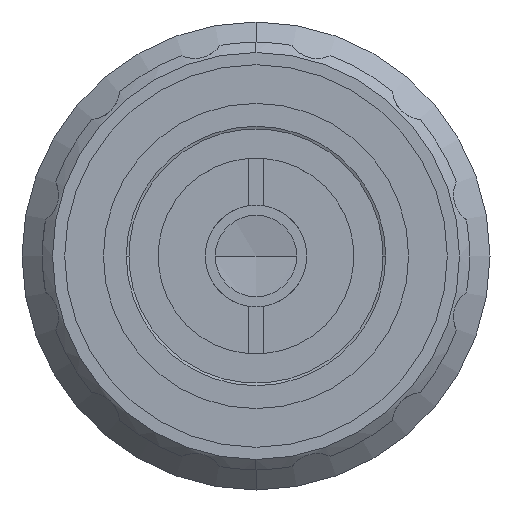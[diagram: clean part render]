
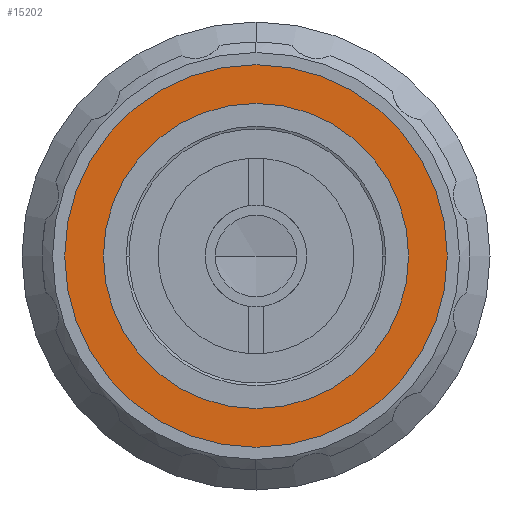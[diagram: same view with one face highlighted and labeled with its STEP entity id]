
A CAD part, left-side view. The second image highlights one B-rep face of the part: STEP entity #15202.
In plain terms, the highlighted planar face has unit normal (-1, 0, 0).
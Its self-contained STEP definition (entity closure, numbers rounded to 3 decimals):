
#588 = PLANE ( 'NONE',  #6249 ) ;
#964 = AXIS2_PLACEMENT_3D ( 'NONE', #12485, #2247, #14182 ) ;
#2164 = CARTESIAN_POINT ( 'NONE',  ( -13.543, 0., 0. ) ) ;
#2244 = ORIENTED_EDGE ( 'NONE', *, *, #21078, .F. ) ;
#2247 = DIRECTION ( 'NONE',  ( -1., 0., 0. ) ) ;
#2654 = AXIS2_PLACEMENT_3D ( 'NONE', #2164, #14089, #3917 ) ;
#2976 = DIRECTION ( 'NONE',  ( -1., 0., 0. ) ) ;
#3917 = DIRECTION ( 'NONE',  ( 0., 0., 1. ) ) ;
#4489 = DIRECTION ( 'NONE',  ( -1., 0., 0. ) ) ;
#5940 = VERTEX_POINT ( 'NONE', #16259 ) ;
#6054 = VERTEX_POINT ( 'NONE', #6444 ) ;
#6249 = AXIS2_PLACEMENT_3D ( 'NONE', #14265, #19391, #9323 ) ;
#6444 = CARTESIAN_POINT ( 'NONE',  ( -13.543, 0., 14.5 ) ) ;
#6635 = ORIENTED_EDGE ( 'NONE', *, *, #11737, .F. ) ;
#6723 = VERTEX_POINT ( 'NONE', #8412 ) ;
#7054 = VERTEX_POINT ( 'NONE', #16700 ) ;
#7240 = AXIS2_PLACEMENT_3D ( 'NONE', #14629, #4489, #16358 ) ;
#8048 = CIRCLE ( 'NONE', #16223, 18.8 ) ;
#8412 = CARTESIAN_POINT ( 'NONE',  ( -13.543, 0., 18.8 ) ) ;
#8781 = FACE_OUTER_BOUND ( 'NONE', #11288, .T. ) ;
#8935 = ORIENTED_EDGE ( 'NONE', *, *, #13356, .T. ) ;
#9323 = DIRECTION ( 'NONE',  ( 0., 0., -1. ) ) ;
#9456 = CIRCLE ( 'NONE', #7240, 18.8 ) ;
#10129 = CIRCLE ( 'NONE', #964, 14.5 ) ;
#10808 = EDGE_LOOP ( 'NONE', ( #2244, #6635 ) ) ;
#11288 = EDGE_LOOP ( 'NONE', ( #13855, #8935 ) ) ;
#11737 = EDGE_CURVE ( 'NONE', #5940, #6054, #21418, .T. ) ;
#12485 = CARTESIAN_POINT ( 'NONE',  ( -13.543, 0., 0. ) ) ;
#13184 = CARTESIAN_POINT ( 'NONE',  ( -13.543, 0., 0. ) ) ;
#13215 = FACE_BOUND ( 'NONE', #10808, .T. ) ;
#13356 = EDGE_CURVE ( 'NONE', #7054, #6723, #8048, .T. ) ;
#13855 = ORIENTED_EDGE ( 'NONE', *, *, #20797, .T. ) ;
#14089 = DIRECTION ( 'NONE',  ( -1., 0., 0. ) ) ;
#14182 = DIRECTION ( 'NONE',  ( 0., 0., 1. ) ) ;
#14265 = CARTESIAN_POINT ( 'NONE',  ( -13.543, 15., 0. ) ) ;
#14629 = CARTESIAN_POINT ( 'NONE',  ( -13.543, 0., 0. ) ) ;
#14876 = DIRECTION ( 'NONE',  ( 0., 0., 1. ) ) ;
#15202 = ADVANCED_FACE ( 'NONE', ( #8781, #13215 ), #588, .F. ) ;
#16223 = AXIS2_PLACEMENT_3D ( 'NONE', #13184, #2976, #14876 ) ;
#16259 = CARTESIAN_POINT ( 'NONE',  ( -13.543, 0., -14.5 ) ) ;
#16358 = DIRECTION ( 'NONE',  ( 0., 0., 1. ) ) ;
#16700 = CARTESIAN_POINT ( 'NONE',  ( -13.543, 0., -18.8 ) ) ;
#19391 = DIRECTION ( 'NONE',  ( 1., 0., 0. ) ) ;
#20797 = EDGE_CURVE ( 'NONE', #6723, #7054, #9456, .T. ) ;
#21078 = EDGE_CURVE ( 'NONE', #6054, #5940, #10129, .T. ) ;
#21418 = CIRCLE ( 'NONE', #2654, 14.5 ) ;
